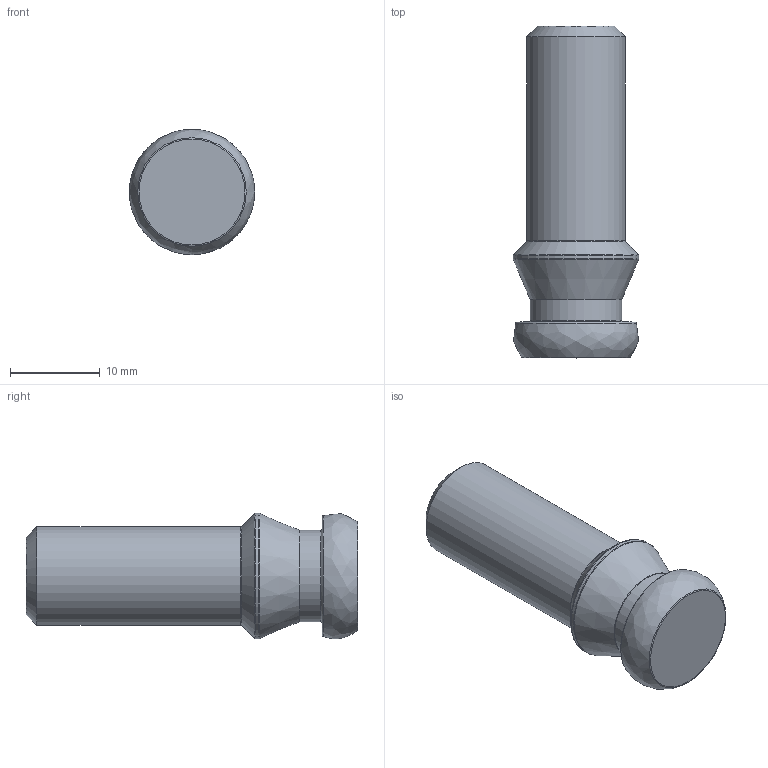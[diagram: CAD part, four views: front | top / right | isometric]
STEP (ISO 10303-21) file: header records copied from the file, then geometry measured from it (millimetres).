
FILE_DESCRIPTION(/* description */ (''),/* implementation_level */ '2;1');
FILE_NAME(/* name */ '700108.stp',/* time_stamp */ '2024-11-21T09:53:28+01:00',/* author */ ('mbs'),/* organization */ (''),/* preprocessor_version */ 'ST-DEVELOPER v20',/* originating_system */ 'Autodesk Inventor 2024',/* authorisation */ '');
FILE_SCHEMA (('AUTOMOTIVE_DESIGN { 1 0 10303 214 3 1 1 }'));
Length unit declared in the file: millimetre
Products named in the file (1): 700108
Bounding box: 14 x 37 x 14 mm (x, y, z)
Volume: 3821.2 mm3; surface area: 1617.6 mm2
Topology: 1 solids, 1 shells, 17 faces, 39 edges, 25 vertices
Faces by surface type: torus 7, cylinder 3, plane 3, cone 3, bspline 1
Full cylindrical faces by diameter (mm): 10.2 x1, 11 x1, 14 x1
Entity records: 593 total; most frequent: CARTESIAN_POINT 108, DIRECTION 106, ORIENTED_EDGE 78, AXIS2_PLACEMENT_3D 50, EDGE_CURVE 39, CIRCLE 33, VERTEX_POINT 25, EDGE_LOOP 18
